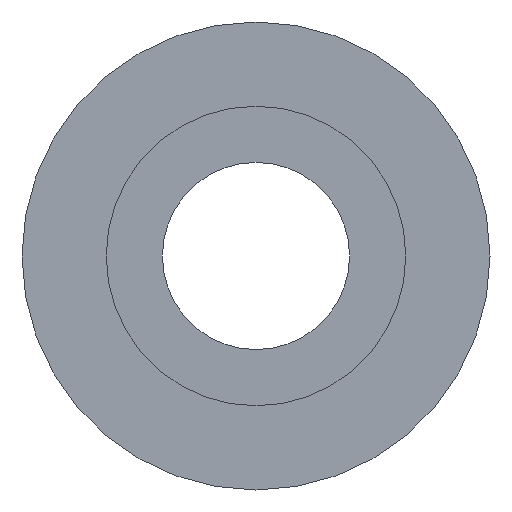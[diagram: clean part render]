
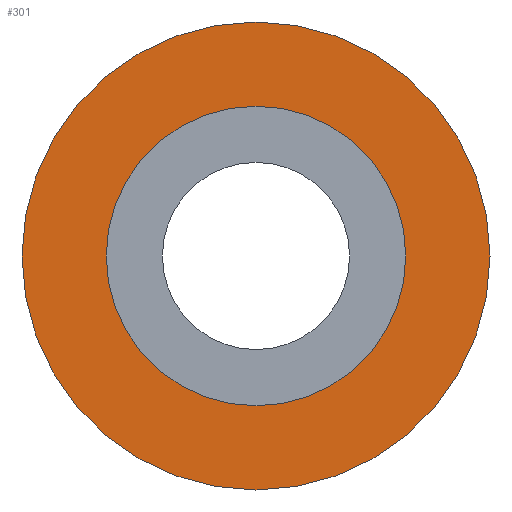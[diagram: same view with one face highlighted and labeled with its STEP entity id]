
A CAD part, left-side view. The second image highlights one B-rep face of the part: STEP entity #301.
In plain terms, the highlighted planar face has unit normal (-1, 0, 0).
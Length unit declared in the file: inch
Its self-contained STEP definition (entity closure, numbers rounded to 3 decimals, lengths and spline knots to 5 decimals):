
#4 = PLANE ( 'NONE',  #126 ) ;
#12 = DIRECTION ( 'NONE',  ( -1., 0., 0. ) ) ;
#18 = VERTEX_POINT ( 'NONE', #154 ) ;
#30 = CIRCLE ( 'NONE', #162, 0.12 ) ;
#35 = CARTESIAN_POINT ( 'NONE',  ( 0.2, 0., -0.12 ) ) ;
#37 = DIRECTION ( 'NONE',  ( 0., 0., 1. ) ) ;
#42 = AXIS2_PLACEMENT_3D ( 'NONE', #177, #12, #37 ) ;
#46 = EDGE_CURVE ( 'NONE', #209, #195, #305, .T. ) ;
#62 = DIRECTION ( 'NONE',  ( 0., 0., 1. ) ) ;
#68 = CARTESIAN_POINT ( 'NONE',  ( 0.2, 0., 0.12 ) ) ;
#70 = EDGE_LOOP ( 'NONE', ( #309, #324 ) ) ;
#71 = DIRECTION ( 'NONE',  ( -1., 0., 0. ) ) ;
#76 = EDGE_CURVE ( 'NONE', #228, #18, #152, .T. ) ;
#82 = DIRECTION ( 'NONE',  ( -1., 0., 0. ) ) ;
#87 = FACE_BOUND ( 'NONE', #220, .T. ) ;
#88 = ORIENTED_EDGE ( 'NONE', *, *, #215, .F. ) ;
#89 = DIRECTION ( 'NONE',  ( 1., 0., 0. ) ) ;
#93 = CARTESIAN_POINT ( 'NONE',  ( 0.2, 0., 0. ) ) ;
#111 = FACE_OUTER_BOUND ( 'NONE', #70, .T. ) ;
#126 = AXIS2_PLACEMENT_3D ( 'NONE', #171, #89, #163 ) ;
#136 = CARTESIAN_POINT ( 'NONE',  ( 0.2, 0., -0.1875 ) ) ;
#152 = CIRCLE ( 'NONE', #319, 0.1875 ) ;
#154 = CARTESIAN_POINT ( 'NONE',  ( 0.2, 0., 0.1875 ) ) ;
#156 = DIRECTION ( 'NONE',  ( 0., 0., 1. ) ) ;
#162 = AXIS2_PLACEMENT_3D ( 'NONE', #306, #281, #62 ) ;
#163 = DIRECTION ( 'NONE',  ( 0., 0., -1. ) ) ;
#171 = CARTESIAN_POINT ( 'NONE',  ( 0.2, 0.12, 0. ) ) ;
#177 = CARTESIAN_POINT ( 'NONE',  ( 0.2, 0., 0. ) ) ;
#185 = CIRCLE ( 'NONE', #42, 0.1875 ) ;
#195 = VERTEX_POINT ( 'NONE', #35 ) ;
#197 = DIRECTION ( 'NONE',  ( 0., 0., 1. ) ) ;
#209 = VERTEX_POINT ( 'NONE', #68 ) ;
#215 = EDGE_CURVE ( 'NONE', #195, #209, #30, .T. ) ;
#220 = EDGE_LOOP ( 'NONE', ( #240, #88 ) ) ;
#228 = VERTEX_POINT ( 'NONE', #136 ) ;
#240 = ORIENTED_EDGE ( 'NONE', *, *, #46, .F. ) ;
#248 = AXIS2_PLACEMENT_3D ( 'NONE', #302, #82, #156 ) ;
#269 = EDGE_CURVE ( 'NONE', #18, #228, #185, .T. ) ;
#281 = DIRECTION ( 'NONE',  ( -1., 0., 0. ) ) ;
#301 = ADVANCED_FACE ( 'NONE', ( #87, #111 ), #4, .F. ) ;
#302 = CARTESIAN_POINT ( 'NONE',  ( 0.2, 0., 0. ) ) ;
#305 = CIRCLE ( 'NONE', #248, 0.12 ) ;
#306 = CARTESIAN_POINT ( 'NONE',  ( 0.2, 0., 0. ) ) ;
#309 = ORIENTED_EDGE ( 'NONE', *, *, #269, .T. ) ;
#319 = AXIS2_PLACEMENT_3D ( 'NONE', #93, #71, #197 ) ;
#324 = ORIENTED_EDGE ( 'NONE', *, *, #76, .T. ) ;
